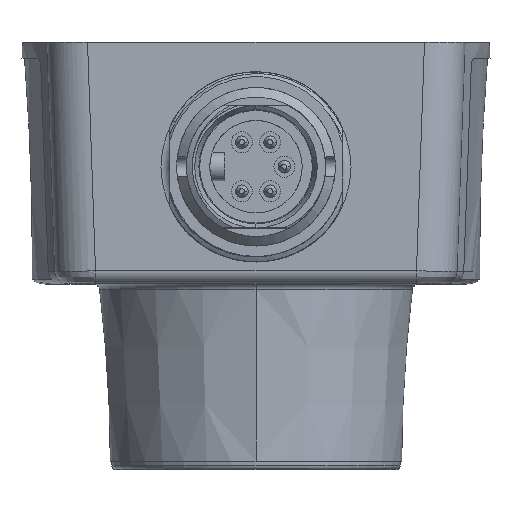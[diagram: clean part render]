
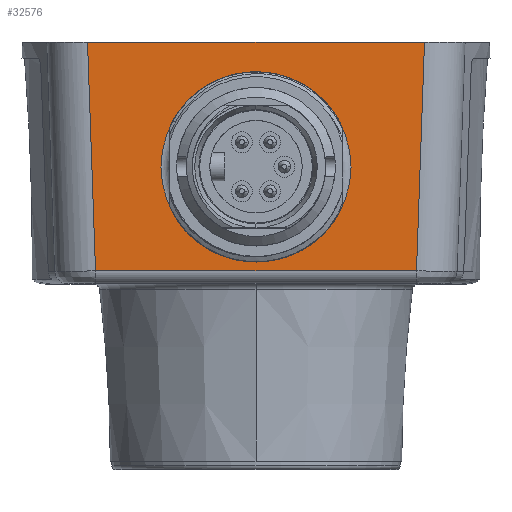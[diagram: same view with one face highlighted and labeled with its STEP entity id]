
A CAD part, top view. The second image highlights one B-rep face of the part: STEP entity #32576.
In plain terms, the highlighted planar face has unit normal (0, 0, 1).
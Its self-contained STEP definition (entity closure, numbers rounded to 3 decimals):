
#15=DIRECTION('',(-1.,0.,0.));
#16=VECTOR('',#15,53.192);
#17=CARTESIAN_POINT('',(26.596,0.,0.));
#18=LINE('',#17,#16);
#455=DIRECTION('',(-1.,0.,0.));
#456=VECTOR('',#455,50.671);
#457=CARTESIAN_POINT('',(25.335,-36.1,0.));
#458=LINE('',#457,#456);
#7983=CARTESIAN_POINT('',(0.,-19.7,0.));
#7984=DIRECTION('',(0.,0.,1.));
#7985=DIRECTION('',(0.,1.,0.));
#7986=AXIS2_PLACEMENT_3D('',#7983,#7984,#7985);
#7988=CARTESIAN_POINT('',(0.,-19.7,0.));
#7989=DIRECTION('',(0.,0.,1.));
#7990=DIRECTION('',(0.,-1.,0.));
#7991=AXIS2_PLACEMENT_3D('',#7988,#7989,#7990);
#8005=CARTESIAN_POINT('',(-26.596,0.,0.));
#8007=DIRECTION('',(0.035,-0.999,0.));
#8008=VECTOR('',#8007,36.122);
#8009=CARTESIAN_POINT('',(-26.596,0.,0.));
#8010=LINE('',#8009,#8008);
#8011=DIRECTION('',(-0.035,-0.999,0.));
#8012=VECTOR('',#8011,36.122);
#8013=CARTESIAN_POINT('',(26.596,0.,0.));
#8014=LINE('',#8013,#8012);
#8015=CARTESIAN_POINT('',(26.596,0.,0.));
#9819=CARTESIAN_POINT('',(25.335,-36.1,0.));
#9820=CARTESIAN_POINT('',(-25.335,-36.1,0.));
#9821=VERTEX_POINT('',#9819);
#9822=VERTEX_POINT('',#9820);
#9823=VERTEX_POINT('',#8015);
#9824=VERTEX_POINT('',#8005);
#10349=CARTESIAN_POINT('',(0.,-4.701,0.));
#10350=CARTESIAN_POINT('',(0.,-34.699,0.));
#10351=VERTEX_POINT('',#10349);
#10352=VERTEX_POINT('',#10350);
#32559=CARTESIAN_POINT('',(-33.,0.,0.));
#32560=DIRECTION('',(0.,0.,1.));
#32561=DIRECTION('',(1.,0.,0.));
#32562=AXIS2_PLACEMENT_3D('',#32559,#32560,#32561);
#32563=PLANE('',#32562);
#32564=ORIENTED_EDGE('',*,*,#11298,.T.);
#32566=ORIENTED_EDGE('',*,*,#32565,.F.);
#32567=ORIENTED_EDGE('',*,*,#10824,.F.);
#32569=ORIENTED_EDGE('',*,*,#32568,.T.);
#32570=EDGE_LOOP('',(#32564,#32566,#32567,#32569));
#32571=FACE_OUTER_BOUND('',#32570,.F.);
#32572=ORIENTED_EDGE('',*,*,#18771,.T.);
#32573=ORIENTED_EDGE('',*,*,#32551,.T.);
#32574=EDGE_LOOP('',(#32572,#32573));
#32575=FACE_BOUND('',#32574,.F.);
#32576=ADVANCED_FACE('',(#32571,#32575),#32563,.T.);
#7987=CIRCLE('',#7986,14.999);
#7992=CIRCLE('',#7991,14.999);
#10824=EDGE_CURVE('',#9823,#9824,#18,.T.);
#11298=EDGE_CURVE('',#9821,#9822,#458,.T.);
#18771=EDGE_CURVE('',#10351,#10352,#7987,.T.);
#32551=EDGE_CURVE('',#10352,#10351,#7992,.T.);
#32565=EDGE_CURVE('',#9824,#9822,#8010,.T.);
#32568=EDGE_CURVE('',#9823,#9821,#8014,.T.);
